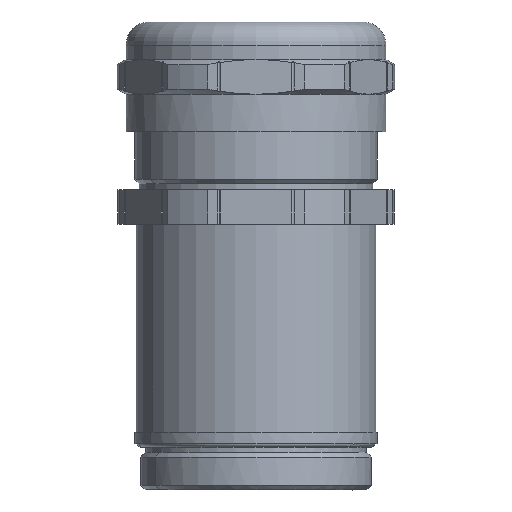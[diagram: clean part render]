
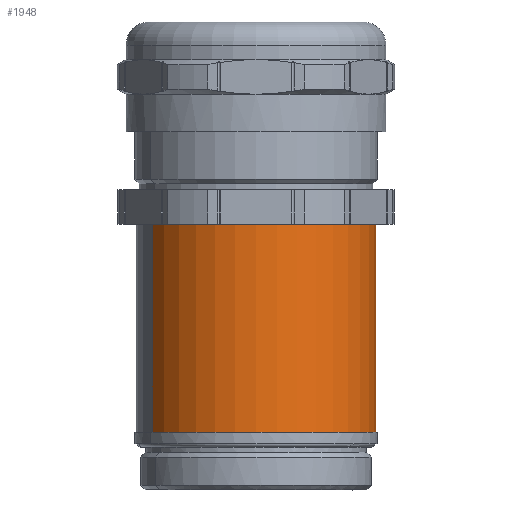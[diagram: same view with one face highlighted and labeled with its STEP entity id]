
A CAD part, front view. The second image highlights one B-rep face of the part: STEP entity #1948.
In plain terms, the highlighted cylindrical face has radius 20.75 mm (diameter 41.5 mm), a partial arc.
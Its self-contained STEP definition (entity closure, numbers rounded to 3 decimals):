
#605=AXIS2_PLACEMENT_3D('Circle Axis2P3D',#603,#604,$) ;
#1935=AXIS2_PLACEMENT_3D('Cylinder Axis2P3D',#1932,#1933,#1934) ;
#1939=AXIS2_PLACEMENT_3D('Circle Axis2P3D',#1937,#1938,$) ;
#598=CARTESIAN_POINT('Vertex',(6.03,12.125,46.)) ;
#600=CARTESIAN_POINT('Vertex',(41.97,32.875,46.)) ;
#603=CARTESIAN_POINT('Axis2P3D Location',(24.,22.5,46.)) ;
#1906=CARTESIAN_POINT('Line Origine',(41.97,32.875,28.)) ;
#1910=CARTESIAN_POINT('Vertex',(41.97,32.875,10.)) ;
#1917=CARTESIAN_POINT('Vertex',(6.03,12.125,10.)) ;
#1920=CARTESIAN_POINT('Line Origine',(6.03,12.125,28.)) ;
#1932=CARTESIAN_POINT('Axis2P3D Location',(24.,22.5,28.)) ;
#1937=CARTESIAN_POINT('Axis2P3D Location',(24.,22.5,10.)) ;
#604=DIRECTION('Axis2P3D Direction',(0.,0.,-1.)) ;
#1907=DIRECTION('Vector Direction',(0.,0.,-1.)) ;
#1921=DIRECTION('Vector Direction',(0.,0.,-1.)) ;
#1933=DIRECTION('Axis2P3D Direction',(0.,0.,-1.)) ;
#1934=DIRECTION('Axis2P3D XDirection',(0.866,0.5,0.)) ;
#1938=DIRECTION('Axis2P3D Direction',(0.,0.,-1.)) ;
#1908=VECTOR('Line Direction',#1907,1.) ;
#1922=VECTOR('Line Direction',#1921,1.) ;
#1943=ORIENTED_EDGE('',*,*,#1924,.T.) ;
#1944=ORIENTED_EDGE('',*,*,#1941,.F.) ;
#1945=ORIENTED_EDGE('',*,*,#1912,.T.) ;
#1946=ORIENTED_EDGE('',*,*,#607,.T.) ;
#1948=ADVANCED_FACE('Hauptk\X2\00F6\X0\rper',(#1947),#1936,.T.) ;
#606=CIRCLE('generated circle',#605,20.75) ;
#1940=CIRCLE('generated circle',#1939,20.75) ;
#1936=CYLINDRICAL_SURFACE('generated cylinder',#1935,20.75) ;
#607=EDGE_CURVE('',#601,#599,#606,.T.) ;
#1912=EDGE_CURVE('',#1911,#601,#1909,.F.) ;
#1924=EDGE_CURVE('',#599,#1918,#1923,.T.) ;
#1941=EDGE_CURVE('',#1911,#1918,#1940,.T.) ;
#1942=EDGE_LOOP('',(#1943,#1944,#1945,#1946)) ;
#1947=FACE_OUTER_BOUND('',#1942,.T.) ;
#1909=LINE('Line',#1906,#1908) ;
#1923=LINE('Line',#1920,#1922) ;
#599=VERTEX_POINT('',#598) ;
#601=VERTEX_POINT('',#600) ;
#1911=VERTEX_POINT('',#1910) ;
#1918=VERTEX_POINT('',#1917) ;
